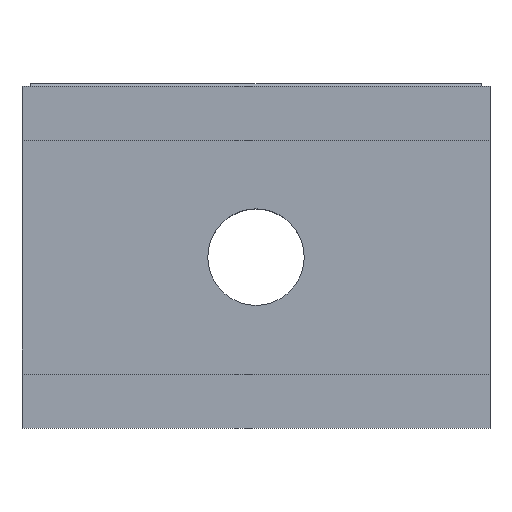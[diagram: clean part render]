
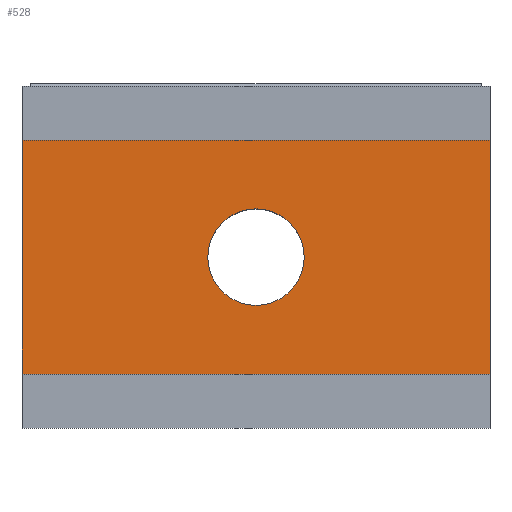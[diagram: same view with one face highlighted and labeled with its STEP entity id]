
A CAD part, top view. The second image highlights one B-rep face of the part: STEP entity #528.
In plain terms, the highlighted planar face has unit normal (0, 0, 1).
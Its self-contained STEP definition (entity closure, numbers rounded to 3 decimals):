
#5 = CARTESIAN_POINT ( 'NONE',  ( -8., -4., 1. ) ) ;
#26 = DIRECTION ( 'NONE',  ( 1., 0., 0. ) ) ;
#38 = DIRECTION ( 'NONE',  ( 1., 0., 0. ) ) ;
#49 = AXIS2_PLACEMENT_3D ( 'NONE', #260, #119, #548 ) ;
#62 = VERTEX_POINT ( 'NONE', #863 ) ;
#63 = CARTESIAN_POINT ( 'NONE',  ( -8., 4., 1. ) ) ;
#65 = CARTESIAN_POINT ( 'NONE',  ( 8., -4., 1. ) ) ;
#119 = DIRECTION ( 'NONE',  ( 0., 0., -1. ) ) ;
#159 = EDGE_LOOP ( 'NONE', ( #993, #1015, #315, #1825 ) ) ;
#189 = AXIS2_PLACEMENT_3D ( 'NONE', #1645, #459, #26 ) ;
#210 = DIRECTION ( 'NONE',  ( 0., 1., 0. ) ) ;
#215 = EDGE_CURVE ( 'NONE', #1625, #977, #821, .T. ) ;
#260 = CARTESIAN_POINT ( 'NONE',  ( 0., 0., 1. ) ) ;
#283 = EDGE_CURVE ( 'NONE', #1287, #977, #1037, .T. ) ;
#315 = ORIENTED_EDGE ( 'NONE', *, *, #1666, .T. ) ;
#331 = DIRECTION ( 'NONE',  ( 1., 0., 0. ) ) ;
#412 = VECTOR ( 'NONE', #210, 1000. ) ;
#421 = FACE_BOUND ( 'NONE', #1549, .T. ) ;
#423 = VECTOR ( 'NONE', #38, 1000. ) ;
#459 = DIRECTION ( 'NONE',  ( 0., 0., 1. ) ) ;
#528 = ADVANCED_FACE ( 'NONE', ( #726, #421 ), #1508, .T. ) ;
#537 = CIRCLE ( 'NONE', #49, 1.65 ) ;
#548 = DIRECTION ( 'NONE',  ( 1., 0., 0. ) ) ;
#562 = CIRCLE ( 'NONE', #1047, 1.65 ) ;
#572 = CARTESIAN_POINT ( 'NONE',  ( -1.65, 0., 1. ) ) ;
#584 = VERTEX_POINT ( 'NONE', #572 ) ;
#702 = ORIENTED_EDGE ( 'NONE', *, *, #1846, .T. ) ;
#726 = FACE_OUTER_BOUND ( 'NONE', #159, .T. ) ;
#781 = EDGE_CURVE ( 'NONE', #1265, #1287, #1631, .T. ) ;
#821 = LINE ( 'NONE', #1054, #423 ) ;
#844 = CARTESIAN_POINT ( 'NONE',  ( -8., -4., 1. ) ) ;
#863 = CARTESIAN_POINT ( 'NONE',  ( 1.65, 0., 1. ) ) ;
#872 = VECTOR ( 'NONE', #1016, 1000. ) ;
#977 = VERTEX_POINT ( 'NONE', #1475 ) ;
#993 = ORIENTED_EDGE ( 'NONE', *, *, #283, .T. ) ;
#1015 = ORIENTED_EDGE ( 'NONE', *, *, #215, .F. ) ;
#1016 = DIRECTION ( 'NONE',  ( 1., 0., 0. ) ) ;
#1037 = LINE ( 'NONE', #65, #412 ) ;
#1047 = AXIS2_PLACEMENT_3D ( 'NONE', #1750, #1758, #331 ) ;
#1054 = CARTESIAN_POINT ( 'NONE',  ( -8., 4., 1. ) ) ;
#1076 = CARTESIAN_POINT ( 'NONE',  ( -8., 4., 1. ) ) ;
#1196 = ORIENTED_EDGE ( 'NONE', *, *, #1260, .T. ) ;
#1210 = DIRECTION ( 'NONE',  ( 0., -1., 0. ) ) ;
#1223 = LINE ( 'NONE', #63, #1639 ) ;
#1260 = EDGE_CURVE ( 'NONE', #62, #584, #537, .T. ) ;
#1265 = VERTEX_POINT ( 'NONE', #844 ) ;
#1287 = VERTEX_POINT ( 'NONE', #1692 ) ;
#1475 = CARTESIAN_POINT ( 'NONE',  ( 8., 4., 1. ) ) ;
#1508 = PLANE ( 'NONE',  #189 ) ;
#1549 = EDGE_LOOP ( 'NONE', ( #1196, #702 ) ) ;
#1625 = VERTEX_POINT ( 'NONE', #1076 ) ;
#1631 = LINE ( 'NONE', #5, #872 ) ;
#1639 = VECTOR ( 'NONE', #1210, 1000. ) ;
#1645 = CARTESIAN_POINT ( 'NONE',  ( 0., 0., 1. ) ) ;
#1666 = EDGE_CURVE ( 'NONE', #1625, #1265, #1223, .T. ) ;
#1692 = CARTESIAN_POINT ( 'NONE',  ( 8., -4., 1. ) ) ;
#1750 = CARTESIAN_POINT ( 'NONE',  ( 0., 0., 1. ) ) ;
#1758 = DIRECTION ( 'NONE',  ( 0., 0., -1. ) ) ;
#1825 = ORIENTED_EDGE ( 'NONE', *, *, #781, .T. ) ;
#1846 = EDGE_CURVE ( 'NONE', #584, #62, #562, .T. ) ;
